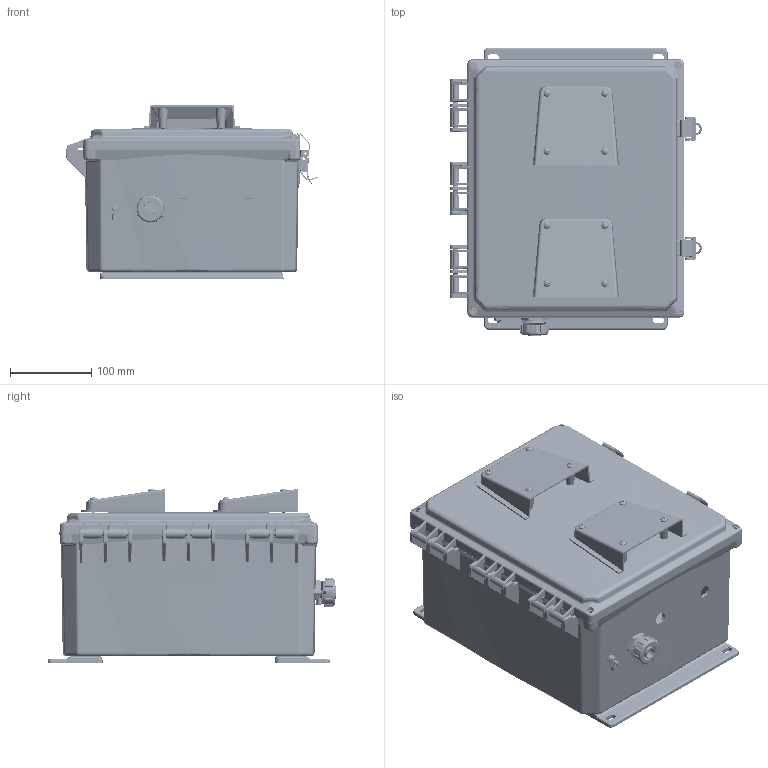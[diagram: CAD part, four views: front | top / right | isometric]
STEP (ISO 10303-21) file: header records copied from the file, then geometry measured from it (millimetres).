
FILE_DESCRIPTION (( 'STEP AP214' ), '1' );
FILE_NAME ('NBBPC121006-00V_3D.STEP', '2021-09-27T13:59:40', ( '' ), ( '' ), 'SwSTEP 2.0', 'SolidWorks 2021', '' );
FILE_SCHEMA (( 'AUTOMOTIVE_DESIGN' ));
Length unit declared in the file: inch
Products named in the file (20): 1BE04-074; XMH-0048; XFN-0003; XFW-0002; XFS-0026; XCT-0010; NBPC121006_box; 1AJ03-011; NBPC121006_latch; NBPC121006_lid; XCT-0005; 1AJ02-053; XFN-0026; XFS-0017; NBBPC121006-00V_3D; XC-0003_.06 panel; NBPC121006_10in. mtg flange; 1AJ02-054; 1AM07-078; 10-32 NEMA PLATE SCREW
Assembly tree (52 placements, depth 2):
  NBBPC121006-00V_3D
    NBPC121006_box
    NBPC121006_latch  x2
    NBPC121006_lid
    NBPC121006_10in. mtg flange  x2
    XFW-0002  x5
    10-32 NEMA PLATE SCREW  x4
    XFS-0026
    XCT-0010  x2
    XFS-0017
    XFN-0003  x2
    XCT-0005
    XC-0003_.06 panel
    1AM07-078  x2
    1AJ02-054  x4
    1AJ02-053  x4
    1AJ03-011  x8
    XMH-0048  x2
    XFN-0026  x8
    1BE04-074
Bounding box: 309.84 x 355.99 x 215.59 mm (x, y, z)
Volume: 1865500.2 mm3; surface area: 1118822.8 mm2
Topology: 54 solids, 60 shells, 6098 faces, 14757 edges, 8657 vertices
Faces by surface type: cylinder 1833, plane 1663, bspline 1271, cone 1209, torus 122
Full cylindrical faces by diameter (mm): 2.845 x23, 3.302 x12, 3.607 x1, 3.81 x9, 4.064 x8, 4.394 x8, 4.4 x8, 4.496 x4, 4.572 x8, 5.004 x1, 5.182 x1, 5.639 x1, 5.842 x8, 6.147 x6, 6.35 x4, 6.858 x1, 7.62 x3, 7.925 x8, 8.331 x8, 9.22 x1, 9.296 x4, 9.525 x5, 9.55 x8, 10.414 x2, 13.538 x2, 14.315 x1, 16.281 x1, 18.491 x1, 19.406 x2, 20.345 x2
Entity records: 182268 total; most frequent: CARTESIAN_POINT 97757, ORIENTED_EDGE 17792, DIRECTION 12857, EDGE_CURVE 8900, VERTEX_POINT 5610, AXIS2_PLACEMENT_3D 4769, EDGE_LOOP 4659, FACE_OUTER_BOUND 4054
